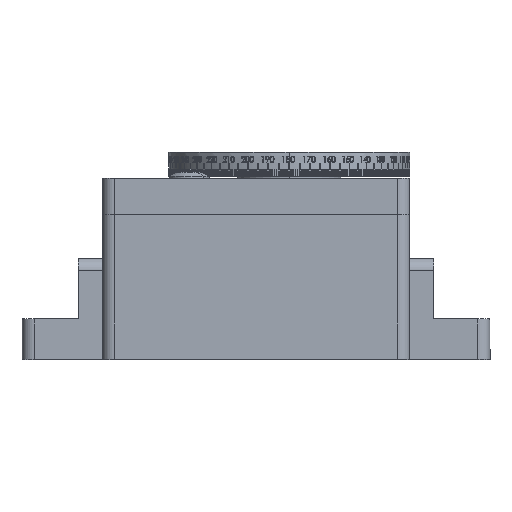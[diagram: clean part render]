
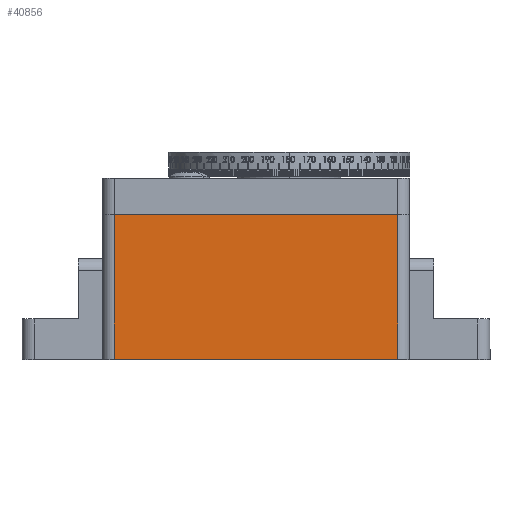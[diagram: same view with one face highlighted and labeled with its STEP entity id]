
A CAD part, top view. The second image highlights one B-rep face of the part: STEP entity #40856.
In plain terms, the highlighted planar face has unit normal (0, 0, 1).
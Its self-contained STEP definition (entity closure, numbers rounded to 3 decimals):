
#4373 = EDGE_CURVE ( 'NONE', #14393, #96857, #28836, .T. ) ;
#14393 = VERTEX_POINT ( 'NONE', #93663 ) ;
#22522 = EDGE_CURVE ( 'NONE', #72551, #96857, #27207, .T. ) ;
#24391 = VECTOR ( 'NONE', #84207, 1000. ) ;
#27207 = LINE ( 'NONE', #101527, #24391 ) ;
#28260 = EDGE_LOOP ( 'NONE', ( #71845, #28487, #97289, #48854 ) ) ;
#28487 = ORIENTED_EDGE ( 'NONE', *, *, #42415, .F. ) ;
#28836 = LINE ( 'NONE', #47839, #96352 ) ;
#29346 = DIRECTION ( 'NONE',  ( 0., 0., 1. ) ) ;
#29553 = CARTESIAN_POINT ( 'NONE',  ( 3., -36., 82. ) ) ;
#38950 = DIRECTION ( 'NONE',  ( 0., 1., 0. ) ) ;
#40856 = ADVANCED_FACE ( 'NONE', ( #57004 ), #108217, .T. ) ;
#42415 = EDGE_CURVE ( 'NONE', #49735, #72551, #71790, .T. ) ;
#42664 = CARTESIAN_POINT ( 'NONE',  ( 3., -36., 82. ) ) ;
#45428 = EDGE_CURVE ( 'NONE', #49735, #14393, #63914, .T. ) ;
#47839 = CARTESIAN_POINT ( 'NONE',  ( 73.5, -36., 82. ) ) ;
#48854 = ORIENTED_EDGE ( 'NONE', *, *, #4373, .T. ) ;
#49735 = VERTEX_POINT ( 'NONE', #42664 ) ;
#57004 = FACE_OUTER_BOUND ( 'NONE', #28260, .T. ) ;
#58826 = AXIS2_PLACEMENT_3D ( 'NONE', #82058, #29346, #90957 ) ;
#60733 = DIRECTION ( 'NONE',  ( 1., 0., 0. ) ) ;
#63914 = LINE ( 'NONE', #95812, #66624 ) ;
#66624 = VECTOR ( 'NONE', #60733, 1000. ) ;
#71790 = LINE ( 'NONE', #29553, #95186 ) ;
#71845 = ORIENTED_EDGE ( 'NONE', *, *, #22522, .F. ) ;
#72551 = VERTEX_POINT ( 'NONE', #103852 ) ;
#82058 = CARTESIAN_POINT ( 'NONE',  ( 3., -36., 82. ) ) ;
#84207 = DIRECTION ( 'NONE',  ( 1., 0., 0. ) ) ;
#90957 = DIRECTION ( 'NONE',  ( 0., -1., 0. ) ) ;
#93663 = CARTESIAN_POINT ( 'NONE',  ( 73.5, -36., 82. ) ) ;
#95186 = VECTOR ( 'NONE', #99648, 1000. ) ;
#95812 = CARTESIAN_POINT ( 'NONE',  ( 3., -36., 82. ) ) ;
#96352 = VECTOR ( 'NONE', #38950, 1000. ) ;
#96857 = VERTEX_POINT ( 'NONE', #112408 ) ;
#97289 = ORIENTED_EDGE ( 'NONE', *, *, #45428, .T. ) ;
#99648 = DIRECTION ( 'NONE',  ( 0., 1., 0. ) ) ;
#101527 = CARTESIAN_POINT ( 'NONE',  ( 3., 0., 82. ) ) ;
#103852 = CARTESIAN_POINT ( 'NONE',  ( 3., 0., 82. ) ) ;
#108217 = PLANE ( 'NONE',  #58826 ) ;
#112408 = CARTESIAN_POINT ( 'NONE',  ( 73.5, 0., 82. ) ) ;
